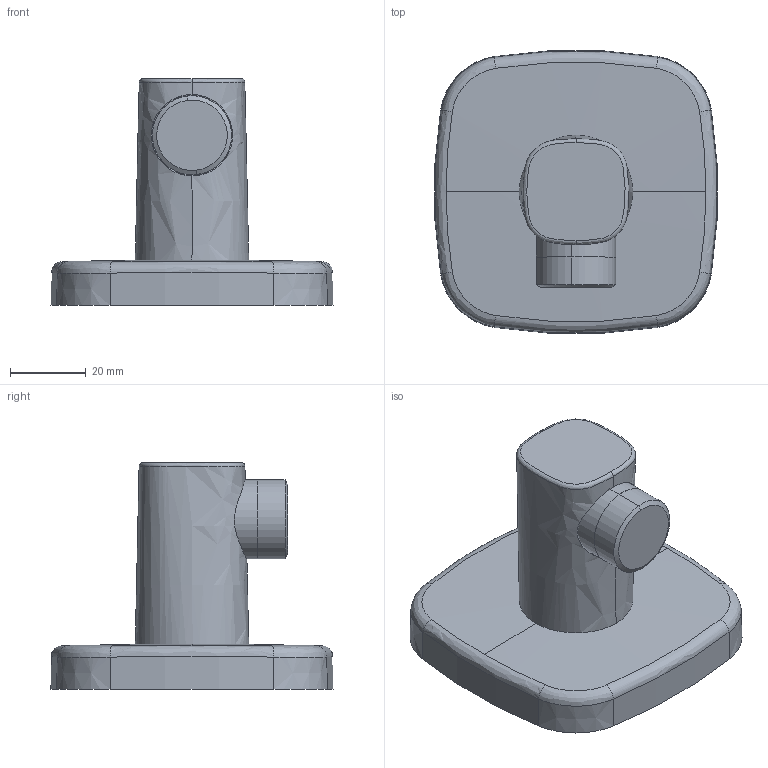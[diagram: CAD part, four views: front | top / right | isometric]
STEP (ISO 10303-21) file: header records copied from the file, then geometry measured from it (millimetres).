
FILE_DESCRIPTION (( 'STEP AP203' ), '1' );
FILE_NAME ('223300(2017)+51180183.STEP', '2017-03-14T10:32:03', ( '' ), ( '' ), 'SwSTEP 2.0', 'SolidWorks 2016', '' );
FILE_SCHEMA (( 'CONFIG_CONTROL_DESIGN' ));
Length unit declared in the file: millimetre
Products named in the file (1): 223300(2017)+51180183
Bounding box: 74.62 x 74.62 x 60 mm (x, y, z)
Volume: 99475.3 mm3; surface area: 20815 mm2
Topology: 3 solids, 3 shells, 50 faces, 115 edges, 72 vertices
Faces by surface type: bspline 17, cone 16, cylinder 8, plane 7, sphere 2
Entity records: 3435 total; most frequent: CARTESIAN_POINT 2314, ORIENTED_EDGE 230, DIRECTION 204, EDGE_CURVE 115, AXIS2_PLACEMENT_3D 90, VERTEX_POINT 72, CIRCLE 56, EDGE_LOOP 51
